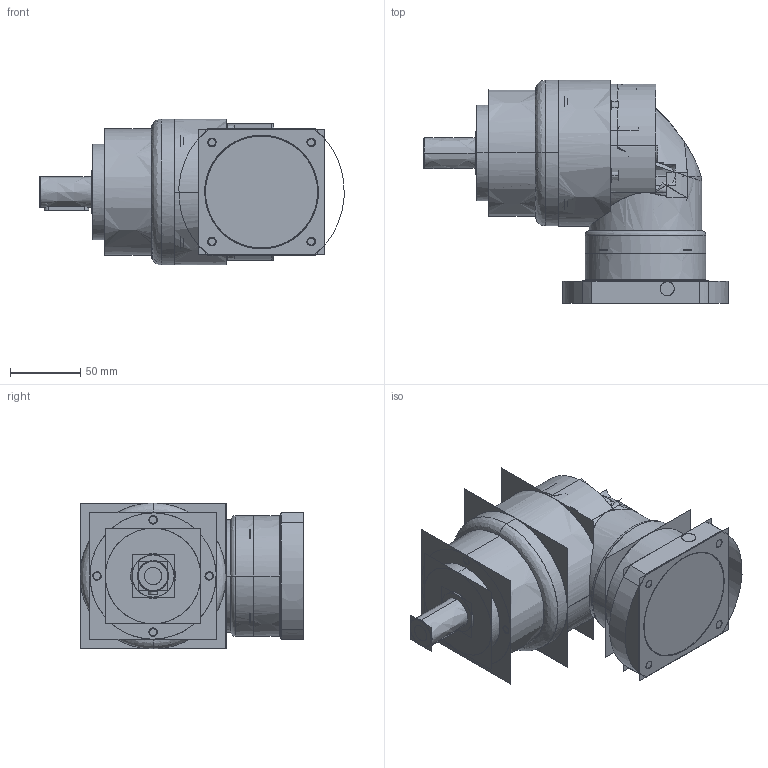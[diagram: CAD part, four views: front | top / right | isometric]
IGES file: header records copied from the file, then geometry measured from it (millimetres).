
Start section:  PTC IGES file: aer0901-p0403300603.igs
Global section: file name: aer0901-p0403300603.igs; native system: Pro/ENGINEER by Parametric Technology Corporation; preprocessor: 2006170; author: d00080; organization: Unknown; date: 20080904.171816; units: millimetre
Bounding box: 216.88 x 159.5 x 104 mm (x, y, z)
Surface area: 454171.4 mm2 (no closed solid volume)
Topology: 0 solids, 0 shells, 1066 faces, 6824 edges, 6752 vertices
Faces by surface type: bspline 1066
